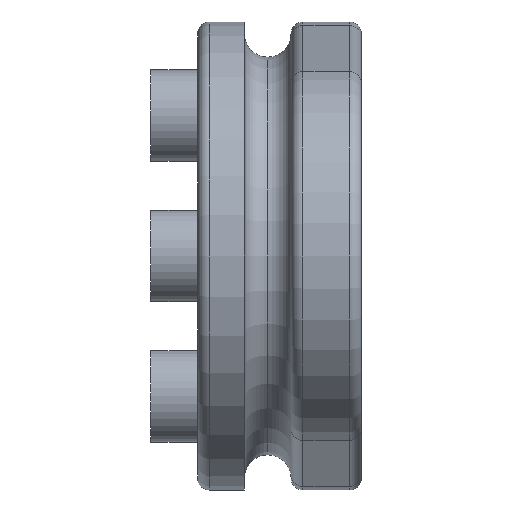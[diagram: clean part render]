
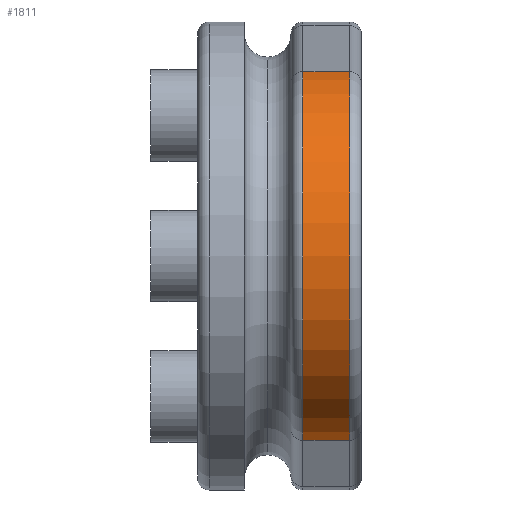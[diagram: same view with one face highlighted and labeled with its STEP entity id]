
A CAD part, left-side view. The second image highlights one B-rep face of the part: STEP entity #1811.
In plain terms, the highlighted cylindrical face has radius 8 mm (diameter 16 mm), a partial arc.
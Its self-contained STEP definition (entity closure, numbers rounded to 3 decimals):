
#138 = DIRECTION ( 'NONE',  ( 0., 0., 1. ) ) ;
#299 = CIRCLE ( 'NONE', #2070, 8. ) ;
#480 = CARTESIAN_POINT ( 'NONE',  ( -12.891, 0.5, 7.878 ) ) ;
#614 = DIRECTION ( 'NONE',  ( 0., 1., 0. ) ) ;
#638 = DIRECTION ( 'NONE',  ( 0., -1., 0. ) ) ;
#744 = DIRECTION ( 'NONE',  ( 0., 0., 1. ) ) ;
#793 = ORIENTED_EDGE ( 'NONE', *, *, #2574, .F. ) ;
#815 = ORIENTED_EDGE ( 'NONE', *, *, #1963, .T. ) ;
#1129 = DIRECTION ( 'NONE',  ( 0., -1., 0. ) ) ;
#1159 = EDGE_CURVE ( 'NONE', #1218, #2242, #2339, .T. ) ;
#1192 = DIRECTION ( 'NONE',  ( 0., -1., 0. ) ) ;
#1218 = VERTEX_POINT ( 'NONE', #1380 ) ;
#1282 = CIRCLE ( 'NONE', #2479, 8. ) ;
#1312 = EDGE_CURVE ( 'NONE', #2911, #1218, #1282, .T. ) ;
#1316 = DIRECTION ( 'NONE',  ( 0., 0., -1. ) ) ;
#1380 = CARTESIAN_POINT ( 'NONE',  ( -12.891, 2.5, -7.878 ) ) ;
#1568 = LINE ( 'NONE', #2526, #2131 ) ;
#1632 = VECTOR ( 'NONE', #638, 1000. ) ;
#1811 = ADVANCED_FACE ( 'NONE', ( #1980 ), #2683, .T. ) ;
#1963 = EDGE_CURVE ( 'NONE', #2242, #2286, #299, .T. ) ;
#1980 = FACE_OUTER_BOUND ( 'NONE', #2300, .T. ) ;
#2008 = AXIS2_PLACEMENT_3D ( 'NONE', #2941, #2697, #1316 ) ;
#2070 = AXIS2_PLACEMENT_3D ( 'NONE', #3045, #614, #138 ) ;
#2131 = VECTOR ( 'NONE', #1129, 1000. ) ;
#2181 = CARTESIAN_POINT ( 'NONE',  ( -11.5, 2.5, 0. ) ) ;
#2236 = CARTESIAN_POINT ( 'NONE',  ( -12.891, 0.5, -7.878 ) ) ;
#2242 = VERTEX_POINT ( 'NONE', #2236 ) ;
#2286 = VERTEX_POINT ( 'NONE', #480 ) ;
#2300 = EDGE_LOOP ( 'NONE', ( #2538, #815, #793, #2613 ) ) ;
#2339 = LINE ( 'NONE', #2789, #1632 ) ;
#2479 = AXIS2_PLACEMENT_3D ( 'NONE', #2181, #1192, #744 ) ;
#2526 = CARTESIAN_POINT ( 'NONE',  ( -12.891, 3., 7.878 ) ) ;
#2538 = ORIENTED_EDGE ( 'NONE', *, *, #1159, .T. ) ;
#2574 = EDGE_CURVE ( 'NONE', #2911, #2286, #1568, .T. ) ;
#2613 = ORIENTED_EDGE ( 'NONE', *, *, #1312, .T. ) ;
#2683 = CYLINDRICAL_SURFACE ( 'NONE', #2008, 8. ) ;
#2697 = DIRECTION ( 'NONE',  ( 0., -1., 0. ) ) ;
#2789 = CARTESIAN_POINT ( 'NONE',  ( -12.891, 3., -7.878 ) ) ;
#2817 = CARTESIAN_POINT ( 'NONE',  ( -12.891, 2.5, 7.878 ) ) ;
#2911 = VERTEX_POINT ( 'NONE', #2817 ) ;
#2941 = CARTESIAN_POINT ( 'NONE',  ( -11.5, 3., 0. ) ) ;
#3045 = CARTESIAN_POINT ( 'NONE',  ( -11.5, 0.5, 0. ) ) ;
